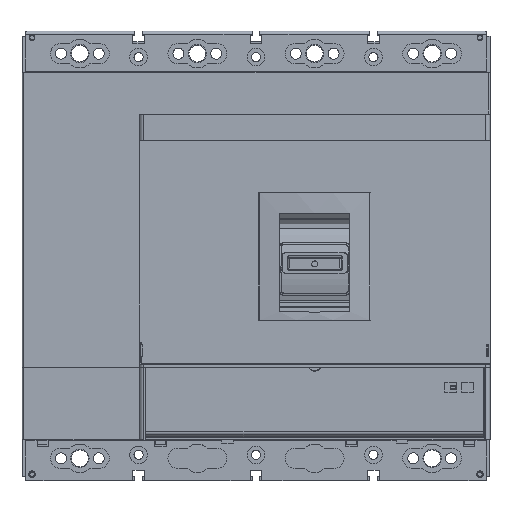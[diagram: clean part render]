
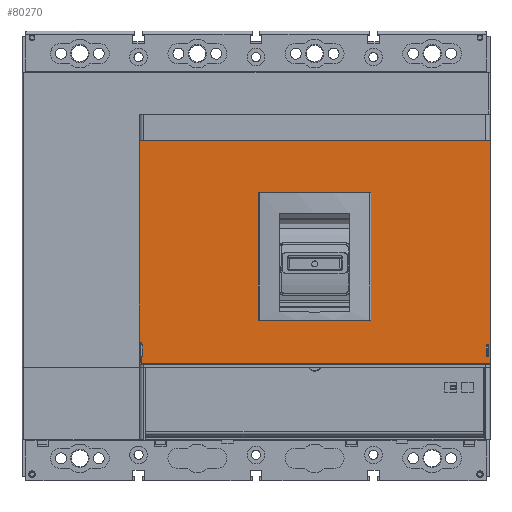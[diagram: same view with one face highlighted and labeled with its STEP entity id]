
A CAD part, left-side view. The second image highlights one B-rep face of the part: STEP entity #80270.
In plain terms, the highlighted planar face has unit normal (-1, 0, 0).
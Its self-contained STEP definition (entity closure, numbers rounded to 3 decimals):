
#17490=DIRECTION('',(0.,0.,1.));
#17491=VECTOR('',#17490,7.062);
#17492=CARTESIAN_POINT('',(-58.8,-103.75,-39.126));
#17493=LINE('',#17492,#17491);
#17494=DIRECTION('',(0.,-1.,0.));
#17495=VECTOR('',#17494,0.531);
#17496=CARTESIAN_POINT('',(-58.8,-98.469,89.5));
#17497=LINE('',#17496,#17495);
#17498=DIRECTION('',(0.,0.,-1.));
#17499=VECTOR('',#17498,133.);
#17500=CARTESIAN_POINT('',(-58.8,-104.5,89.5));
#17501=LINE('',#17500,#17499);
#17502=DIRECTION('',(0.,1.,0.));
#17503=VECTOR('',#17502,0.382);
#17504=CARTESIAN_POINT('',(-58.8,-104.5,-43.5));
#17505=LINE('',#17504,#17503);
#17506=DIRECTION('',(0.,0.,1.));
#17507=VECTOR('',#17506,0.1);
#17508=CARTESIAN_POINT('',(-58.8,-104.118,-43.5));
#17509=LINE('',#17508,#17507);
#17510=DIRECTION('',(0.,-1.,0.));
#17511=VECTOR('',#17510,207.618);
#17512=CARTESIAN_POINT('',(-58.8,103.5,-43.4));
#17513=LINE('',#17512,#17511);
#17514=DIRECTION('',(0.,0.,-1.));
#17515=VECTOR('',#17514,13.);
#17516=CARTESIAN_POINT('',(-58.8,103.75,-30.5));
#17517=LINE('',#17516,#17515);
#17518=DIRECTION('',(0.,0.,1.));
#17519=VECTOR('',#17518,133.);
#17520=CARTESIAN_POINT('',(-58.8,104.5,-43.5));
#17521=LINE('',#17520,#17519);
#17522=DIRECTION('',(0.,-1.,0.));
#17523=VECTOR('',#17522,5.5);
#17524=CARTESIAN_POINT('',(-58.8,104.5,89.5));
#17525=LINE('',#17524,#17523);
#17526=DIRECTION('',(0.,-1.,0.));
#17527=VECTOR('',#17526,1.15);
#17528=CARTESIAN_POINT('',(-58.8,99.,89.5));
#17529=LINE('',#17528,#17527);
#17530=DIRECTION('',(0.,1.,0.));
#17531=VECTOR('',#17530,196.319);
#17532=CARTESIAN_POINT('',(-58.8,-98.469,89.5));
#17533=LINE('',#17532,#17531);
#17534=DIRECTION('',(0.,-1.,0.));
#17535=VECTOR('',#17534,67.);
#17536=CARTESIAN_POINT('',(-58.8,33.5,58.65));
#17537=LINE('',#17536,#17535);
#17538=DIRECTION('',(0.,0.,1.));
#17539=VECTOR('',#17538,75.975);
#17540=CARTESIAN_POINT('',(-58.8,33.5,-17.325));
#17541=LINE('',#17540,#17539);
#17542=DIRECTION('',(0.,1.,0.));
#17543=VECTOR('',#17542,67.);
#17544=CARTESIAN_POINT('',(-58.8,-33.5,-17.325));
#17545=LINE('',#17544,#17543);
#17546=DIRECTION('',(0.,0.,-1.));
#17547=VECTOR('',#17546,75.975);
#17548=CARTESIAN_POINT('',(-58.8,-33.5,58.65));
#17549=LINE('',#17548,#17547);
#17550=DIRECTION('',(0.,1.,0.));
#17551=VECTOR('',#17550,1.35);
#17552=CARTESIAN_POINT('',(-58.8,-103.75,-39.126));
#17553=LINE('',#17552,#17551);
#17558=DIRECTION('',(0.,0.,1.));
#17559=VECTOR('',#17558,7.062);
#17560=CARTESIAN_POINT('',(-58.8,-102.4,-39.126));
#17561=LINE('',#17560,#17559);
#17570=DIRECTION('',(0.,1.,0.));
#17571=VECTOR('',#17570,1.35);
#17572=CARTESIAN_POINT('',(-58.8,-103.75,-32.064));
#17573=LINE('',#17572,#17571);
#17640=DIRECTION('',(0.,1.,0.));
#17641=VECTOR('',#17640,5.5);
#17642=CARTESIAN_POINT('',(-58.8,-104.5,89.5));
#17643=LINE('',#17642,#17641);
#18186=DIRECTION('',(0.,-1.,0.));
#18187=VECTOR('',#18186,0.75);
#18188=CARTESIAN_POINT('',(-58.8,104.5,-43.5));
#18189=LINE('',#18188,#18187);
#18326=DIRECTION('',(0.,0.,-1.));
#18327=VECTOR('',#18326,4.274);
#18328=CARTESIAN_POINT('',(-58.8,103.5,-39.126));
#18329=LINE('',#18328,#18327);
#18350=DIRECTION('',(0.,1.,0.));
#18351=VECTOR('',#18350,0.25);
#18352=CARTESIAN_POINT('',(-58.8,103.5,-30.5));
#18353=LINE('',#18352,#18351);
#18362=DIRECTION('',(0.,0.,1.));
#18363=VECTOR('',#18362,1.564);
#18364=CARTESIAN_POINT('',(-58.8,103.5,-32.064));
#18365=LINE('',#18364,#18363);
#18366=DIRECTION('',(0.,1.,0.));
#18367=VECTOR('',#18366,1.1);
#18368=CARTESIAN_POINT('',(-58.8,102.4,-32.064));
#18369=LINE('',#18368,#18367);
#18382=DIRECTION('',(0.,0.,-1.));
#18383=VECTOR('',#18382,7.062);
#18384=CARTESIAN_POINT('',(-58.8,102.4,-32.064));
#18385=LINE('',#18384,#18383);
#18390=DIRECTION('',(0.,1.,0.));
#18391=VECTOR('',#18390,1.1);
#18392=CARTESIAN_POINT('',(-58.8,102.4,-39.126));
#18393=LINE('',#18392,#18391);
#42959=CARTESIAN_POINT('',(-58.8,-104.118,-43.5));
#42961=VERTEX_POINT('',#42959);
#52881=CARTESIAN_POINT('',(-58.8,-104.5,-43.5));
#52882=VERTEX_POINT('',#52881);
#52884=CARTESIAN_POINT('',(-58.8,-104.5,89.5));
#52886=VERTEX_POINT('',#52884);
#53169=CARTESIAN_POINT('',(-58.8,99.,89.5));
#53170=VERTEX_POINT('',#53169);
#53171=CARTESIAN_POINT('',(-58.8,104.5,89.5));
#53172=VERTEX_POINT('',#53171);
#53179=CARTESIAN_POINT('',(-58.8,-99.,89.5));
#53180=VERTEX_POINT('',#53179);
#53253=CARTESIAN_POINT('',(-58.8,104.5,-43.5));
#53254=VERTEX_POINT('',#53253);
#53255=CARTESIAN_POINT('',(-58.8,103.75,-43.5));
#53256=VERTEX_POINT('',#53255);
#55366=CARTESIAN_POINT('',(-58.8,33.5,58.65));
#55367=CARTESIAN_POINT('',(-58.8,-33.5,58.65));
#55368=VERTEX_POINT('',#55366);
#55369=VERTEX_POINT('',#55367);
#55370=CARTESIAN_POINT('',(-58.8,-33.5,-17.325));
#55371=VERTEX_POINT('',#55370);
#55372=CARTESIAN_POINT('',(-58.8,33.5,-17.325));
#55373=VERTEX_POINT('',#55372);
#55375=CARTESIAN_POINT('',(-58.8,-104.118,-43.4));
#55377=VERTEX_POINT('',#55375);
#55388=CARTESIAN_POINT('',(-58.8,-102.4,-39.126));
#55389=CARTESIAN_POINT('',(-58.8,-102.4,-32.064));
#55390=VERTEX_POINT('',#55388);
#55391=VERTEX_POINT('',#55389);
#55436=CARTESIAN_POINT('',(-58.8,103.5,-39.126));
#55437=CARTESIAN_POINT('',(-58.8,103.5,-43.4));
#55438=VERTEX_POINT('',#55436);
#55439=VERTEX_POINT('',#55437);
#55440=CARTESIAN_POINT('',(-58.8,103.5,-32.064));
#55441=CARTESIAN_POINT('',(-58.8,103.5,-30.5));
#55442=VERTEX_POINT('',#55440);
#55443=VERTEX_POINT('',#55441);
#55444=CARTESIAN_POINT('',(-58.8,-103.75,-32.064));
#55445=VERTEX_POINT('',#55444);
#55446=CARTESIAN_POINT('',(-58.8,102.4,-32.064));
#55447=VERTEX_POINT('',#55446);
#55449=CARTESIAN_POINT('',(-58.8,-98.469,89.5));
#55451=VERTEX_POINT('',#55449);
#55452=CARTESIAN_POINT('',(-58.8,97.85,89.5));
#55454=VERTEX_POINT('',#55452);
#55458=CARTESIAN_POINT('',(-58.8,102.4,-39.126));
#55459=VERTEX_POINT('',#55458);
#55460=CARTESIAN_POINT('',(-58.8,-103.75,-39.126));
#55461=VERTEX_POINT('',#55460);
#55480=CARTESIAN_POINT('',(-58.8,103.75,-30.5));
#55481=VERTEX_POINT('',#55480);
#80208=CARTESIAN_POINT('',(-58.8,104.5,0.));
#80209=DIRECTION('',(1.,0.,0.));
#80210=DIRECTION('',(0.,-1.,0.));
#80211=AXIS2_PLACEMENT_3D('',#80208,#80209,#80210);
#80212=PLANE('',#80211);
#80214=ORIENTED_EDGE('',*,*,#80213,.T.);
#80216=ORIENTED_EDGE('',*,*,#80215,.F.);
#80217=ORIENTED_EDGE('',*,*,#80164,.T.);
#80219=ORIENTED_EDGE('',*,*,#80218,.T.);
#80221=ORIENTED_EDGE('',*,*,#80220,.T.);
#80223=ORIENTED_EDGE('',*,*,#80222,.F.);
#80225=ORIENTED_EDGE('',*,*,#80224,.F.);
#80227=ORIENTED_EDGE('',*,*,#80226,.F.);
#80229=ORIENTED_EDGE('',*,*,#80228,.F.);
#80231=ORIENTED_EDGE('',*,*,#80230,.T.);
#80233=ORIENTED_EDGE('',*,*,#80232,.T.);
#80235=ORIENTED_EDGE('',*,*,#80234,.T.);
#80237=ORIENTED_EDGE('',*,*,#80236,.T.);
#80239=ORIENTED_EDGE('',*,*,#80238,.F.);
#80241=ORIENTED_EDGE('',*,*,#80240,.T.);
#80243=ORIENTED_EDGE('',*,*,#80242,.T.);
#80245=ORIENTED_EDGE('',*,*,#80244,.T.);
#80247=ORIENTED_EDGE('',*,*,#80246,.F.);
#80248=EDGE_LOOP('',(#80214,#80216,#80217,#80219,#80221,#80223,#80225,#80227,
#80229,#80231,#80233,#80235,#80237,#80239,#80241,#80243,#80245,#80247));
#80249=FACE_OUTER_BOUND('',#80248,.F.);
#80251=ORIENTED_EDGE('',*,*,#80250,.T.);
#80253=ORIENTED_EDGE('',*,*,#80252,.T.);
#80255=ORIENTED_EDGE('',*,*,#80254,.F.);
#80257=ORIENTED_EDGE('',*,*,#80256,.F.);
#80258=EDGE_LOOP('',(#80251,#80253,#80255,#80257));
#80259=FACE_BOUND('',#80258,.F.);
#80261=ORIENTED_EDGE('',*,*,#80260,.F.);
#80263=ORIENTED_EDGE('',*,*,#80262,.F.);
#80265=ORIENTED_EDGE('',*,*,#80264,.F.);
#80267=ORIENTED_EDGE('',*,*,#80266,.F.);
#80268=EDGE_LOOP('',(#80261,#80263,#80265,#80267));
#80269=FACE_BOUND('',#80268,.F.);
#80164=EDGE_CURVE('',#52886,#52882,#17501,.T.);
#80213=EDGE_CURVE('',#55451,#53180,#17497,.T.);
#80215=EDGE_CURVE('',#52886,#53180,#17643,.T.);
#80218=EDGE_CURVE('',#52882,#42961,#17505,.T.);
#80220=EDGE_CURVE('',#42961,#55377,#17509,.T.);
#80222=EDGE_CURVE('',#55439,#55377,#17513,.T.);
#80224=EDGE_CURVE('',#55438,#55439,#18329,.T.);
#80226=EDGE_CURVE('',#55459,#55438,#18393,.T.);
#80228=EDGE_CURVE('',#55447,#55459,#18385,.T.);
#80230=EDGE_CURVE('',#55447,#55442,#18369,.T.);
#80232=EDGE_CURVE('',#55442,#55443,#18365,.T.);
#80234=EDGE_CURVE('',#55443,#55481,#18353,.T.);
#80236=EDGE_CURVE('',#55481,#53256,#17517,.T.);
#80238=EDGE_CURVE('',#53254,#53256,#18189,.T.);
#80240=EDGE_CURVE('',#53254,#53172,#17521,.T.);
#80242=EDGE_CURVE('',#53172,#53170,#17525,.T.);
#80244=EDGE_CURVE('',#53170,#55454,#17529,.T.);
#80246=EDGE_CURVE('',#55451,#55454,#17533,.T.);
#80250=EDGE_CURVE('',#55461,#55445,#17493,.T.);
#80252=EDGE_CURVE('',#55445,#55391,#17573,.T.);
#80254=EDGE_CURVE('',#55390,#55391,#17561,.T.);
#80256=EDGE_CURVE('',#55461,#55390,#17553,.T.);
#80260=EDGE_CURVE('',#55368,#55369,#17537,.T.);
#80262=EDGE_CURVE('',#55373,#55368,#17541,.T.);
#80264=EDGE_CURVE('',#55371,#55373,#17545,.T.);
#80266=EDGE_CURVE('',#55369,#55371,#17549,.T.);
#80270=ADVANCED_FACE('',(#80249,#80259,#80269),#80212,.F.);
